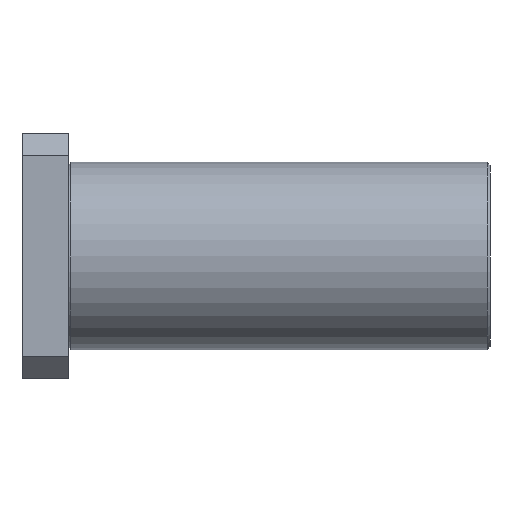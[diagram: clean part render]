
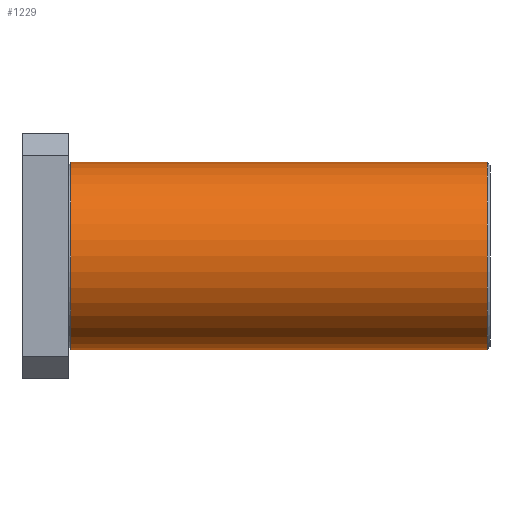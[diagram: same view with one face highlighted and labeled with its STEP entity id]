
A CAD part, front view. The second image highlights one B-rep face of the part: STEP entity #1229.
In plain terms, the highlighted cylindrical face has radius 16 mm (diameter 32 mm), a partial arc.
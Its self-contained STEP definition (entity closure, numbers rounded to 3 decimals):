
#89 = CARTESIAN_POINT ( 'NONE',  ( 80., 0., -16. ) ) ;
#135 = DIRECTION ( 'NONE',  ( 0., 0., -1. ) ) ;
#136 = DIRECTION ( 'NONE',  ( -1., 0., 0. ) ) ;
#137 = CARTESIAN_POINT ( 'NONE',  ( 79.5, 0., 0. ) ) ;
#157 = VERTEX_POINT ( 'NONE', #206 ) ;
#168 = CARTESIAN_POINT ( 'NONE',  ( 79.5, 0., 16. ) ) ;
#169 = CARTESIAN_POINT ( 'NONE',  ( 79.5, 0., -16. ) ) ;
#195 = CARTESIAN_POINT ( 'NONE',  ( 8.3, 0., -16. ) ) ;
#206 = CARTESIAN_POINT ( 'NONE',  ( 8.3, 0., 16. ) ) ;
#211 = VERTEX_POINT ( 'NONE', #195 ) ;
#258 = VERTEX_POINT ( 'NONE', #169 ) ;
#259 = VERTEX_POINT ( 'NONE', #168 ) ;
#286 = ORIENTED_EDGE ( 'NONE', *, *, #959, .T. ) ;
#287 = ORIENTED_EDGE ( 'NONE', *, *, #1126, .T. ) ;
#290 = ORIENTED_EDGE ( 'NONE', *, *, #1207, .T. ) ;
#304 = ORIENTED_EDGE ( 'NONE', *, *, #1107, .F. ) ;
#324 = EDGE_LOOP ( 'NONE', ( #304, #286, #287, #290 ) ) ;
#600 = DIRECTION ( 'NONE',  ( -1., 0., 0. ) ) ;
#601 = CARTESIAN_POINT ( 'NONE',  ( 80., 0., 0. ) ) ;
#606 = DIRECTION ( 'NONE',  ( 0., 0., 1. ) ) ;
#693 = DIRECTION ( 'NONE',  ( 0., 0., -1. ) ) ;
#694 = DIRECTION ( 'NONE',  ( 1., 0., 0. ) ) ;
#697 = CARTESIAN_POINT ( 'NONE',  ( 8.3, 0., 0. ) ) ;
#802 = CIRCLE ( 'NONE', #1254, 16. ) ;
#838 = FACE_OUTER_BOUND ( 'NONE', #324, .T. ) ;
#843 = CYLINDRICAL_SURFACE ( 'NONE', #1060, 16. ) ;
#936 = AXIS2_PLACEMENT_3D ( 'NONE', #137, #136, #135 ) ;
#959 = EDGE_CURVE ( 'NONE', #258, #259, #1012, .T. ) ;
#1012 = CIRCLE ( 'NONE', #936, 16. ) ;
#1017 = LINE ( 'NONE', #89, #1020 ) ;
#1020 = VECTOR ( 'NONE', #1346, 1000. ) ;
#1060 = AXIS2_PLACEMENT_3D ( 'NONE', #601, #600, #606 ) ;
#1091 = LINE ( 'NONE', #1320, #1094 ) ;
#1094 = VECTOR ( 'NONE', #1321, 1000. ) ;
#1107 = EDGE_CURVE ( 'NONE', #258, #211, #1017, .T. ) ;
#1126 = EDGE_CURVE ( 'NONE', #259, #157, #1091, .T. ) ;
#1207 = EDGE_CURVE ( 'NONE', #157, #211, #802, .T. ) ;
#1229 = ADVANCED_FACE ( 'NONE', ( #838 ), #843, .T. ) ;
#1254 = AXIS2_PLACEMENT_3D ( 'NONE', #697, #694, #693 ) ;
#1320 = CARTESIAN_POINT ( 'NONE',  ( 80., 0., 16. ) ) ;
#1321 = DIRECTION ( 'NONE',  ( -1., 0., 0. ) ) ;
#1346 = DIRECTION ( 'NONE',  ( -1., 0., 0. ) ) ;
